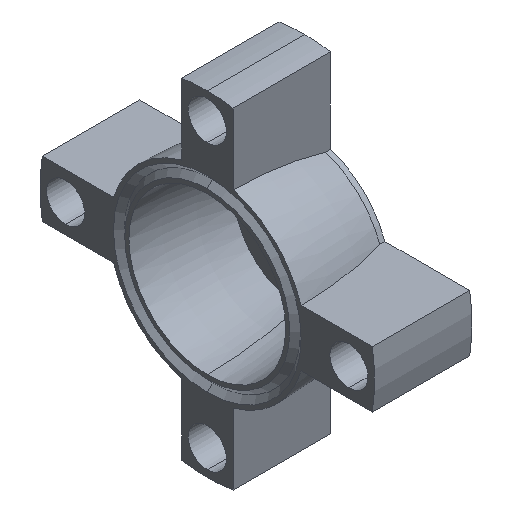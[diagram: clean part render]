
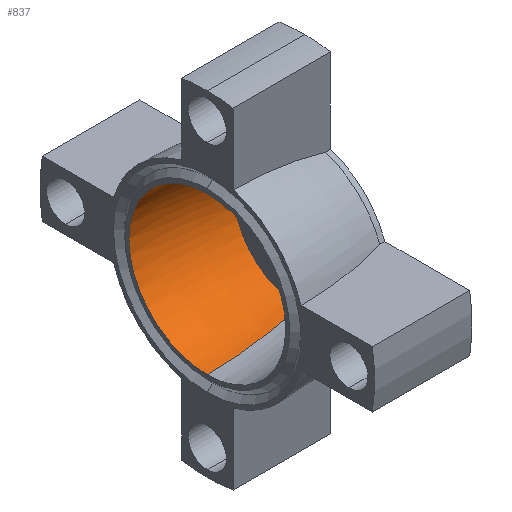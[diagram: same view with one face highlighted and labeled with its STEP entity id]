
A CAD part, isometric view. The second image highlights one B-rep face of the part: STEP entity #837.
In plain terms, the highlighted toroidal (fillet/blend) face has major radius 49.782 mm and minor radius 65 mm.
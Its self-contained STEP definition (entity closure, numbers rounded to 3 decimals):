
#8 = ORIENTED_EDGE ( 'NONE', *, *, #613, .F. ) ;
#85 = ORIENTED_EDGE ( 'NONE', *, *, #1269, .T. ) ;
#113 = CARTESIAN_POINT ( 'NONE',  ( 0., 0., 0. ) ) ;
#130 = CARTESIAN_POINT ( 'NONE',  ( -17.916, 0., -12.7 ) ) ;
#134 = DIRECTION ( 'NONE',  ( 0., 0., -1. ) ) ;
#301 = DIRECTION ( 'NONE',  ( 0., 0., 1. ) ) ;
#303 = EDGE_CURVE ( 'NONE', #756, #973, #1025, .T. ) ;
#322 = CARTESIAN_POINT ( 'NONE',  ( 0., 0., -15.218 ) ) ;
#352 = EDGE_LOOP ( 'NONE', ( #1452, #8, #85, #475 ) ) ;
#356 = DIRECTION ( 'NONE',  ( 1., 0., 0. ) ) ;
#475 = ORIENTED_EDGE ( 'NONE', *, *, #303, .F. ) ;
#503 = AXIS2_PLACEMENT_3D ( 'NONE', #1453, #783, #863 ) ;
#596 = FACE_OUTER_BOUND ( 'NONE', #352, .T. ) ;
#613 = EDGE_CURVE ( 'NONE', #820, #945, #1149, .T. ) ;
#731 = TOROIDAL_SURFACE ( 'NONE', #1243, -49.782, 65. ) ;
#756 = VERTEX_POINT ( 'NONE', #991 ) ;
#783 = DIRECTION ( 'NONE',  ( 0., -1., 0. ) ) ;
#799 = DIRECTION ( 'NONE',  ( 0., 0., 1. ) ) ;
#820 = VERTEX_POINT ( 'NONE', #130 ) ;
#827 = DIRECTION ( 'NONE',  ( -1., 0., 0. ) ) ;
#836 = CIRCLE ( 'NONE', #503, 65. ) ;
#837 = ADVANCED_FACE ( 'NONE', ( #596 ), #731, .F. ) ;
#863 = DIRECTION ( 'NONE',  ( 0., 0., -1. ) ) ;
#865 = DIRECTION ( 'NONE',  ( 1., 0., 0. ) ) ;
#882 = CARTESIAN_POINT ( 'NONE',  ( -17.916, 0., 12.7 ) ) ;
#916 = EDGE_CURVE ( 'NONE', #945, #756, #1514, .T. ) ;
#945 = VERTEX_POINT ( 'NONE', #882 ) ;
#973 = VERTEX_POINT ( 'NONE', #322 ) ;
#991 = CARTESIAN_POINT ( 'NONE',  ( 0., 0., 15.218 ) ) ;
#1025 = CIRCLE ( 'NONE', #1431, 15.218 ) ;
#1076 = CARTESIAN_POINT ( 'NONE',  ( -17.916, 0., 0. ) ) ;
#1131 = DIRECTION ( 'NONE',  ( 0., 0., -1. ) ) ;
#1149 = CIRCLE ( 'NONE', #1524, 12.7 ) ;
#1243 = AXIS2_PLACEMENT_3D ( 'NONE', #1487, #865, #1131 ) ;
#1269 = EDGE_CURVE ( 'NONE', #820, #973, #836, .T. ) ;
#1314 = AXIS2_PLACEMENT_3D ( 'NONE', #1342, #1353, #301 ) ;
#1342 = CARTESIAN_POINT ( 'NONE',  ( 0., 0., -49.782 ) ) ;
#1353 = DIRECTION ( 'NONE',  ( 0., 1., 0. ) ) ;
#1431 = AXIS2_PLACEMENT_3D ( 'NONE', #113, #827, #799 ) ;
#1452 = ORIENTED_EDGE ( 'NONE', *, *, #916, .F. ) ;
#1453 = CARTESIAN_POINT ( 'NONE',  ( 0., 0., 49.782 ) ) ;
#1487 = CARTESIAN_POINT ( 'NONE',  ( 0., 0., 0. ) ) ;
#1514 = CIRCLE ( 'NONE', #1314, 65. ) ;
#1524 = AXIS2_PLACEMENT_3D ( 'NONE', #1076, #356, #134 ) ;
